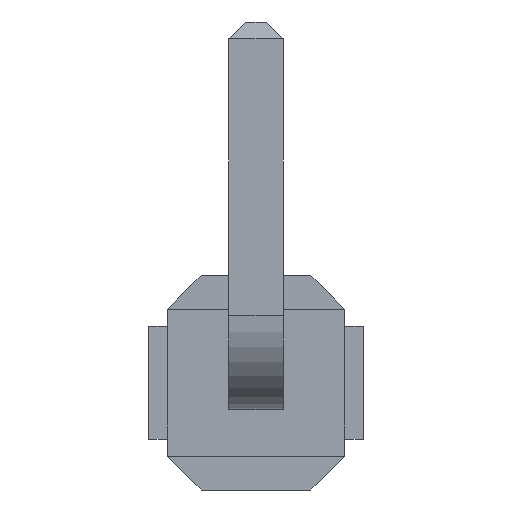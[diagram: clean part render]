
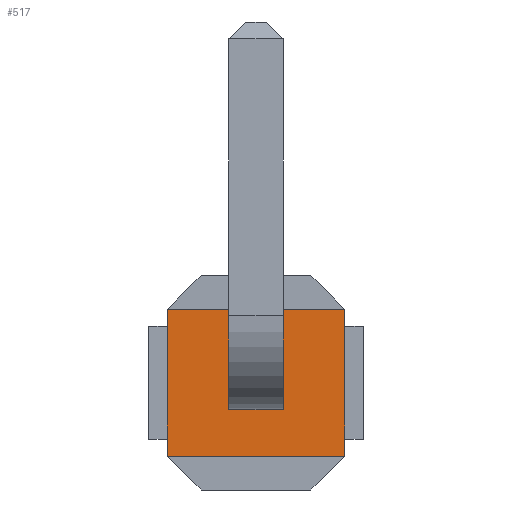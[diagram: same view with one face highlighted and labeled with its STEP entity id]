
A CAD part, front view. The second image highlights one B-rep face of the part: STEP entity #517.
In plain terms, the highlighted planar face has unit normal (0, -1, 0).
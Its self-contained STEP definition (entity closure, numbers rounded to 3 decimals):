
#23 = CARTESIAN_POINT ( 'NONE',  ( -1.05, 0.54, 0.87 ) ) ;
#53 = LINE ( 'NONE', #2029, #428 ) ;
#68 = CARTESIAN_POINT ( 'NONE',  ( 1.27, 0.54, 0.87 ) ) ;
#94 = CARTESIAN_POINT ( 'NONE',  ( 1.05, 0.54, 0.87 ) ) ;
#143 = VERTEX_POINT ( 'NONE', #789 ) ;
#155 = CARTESIAN_POINT ( 'NONE',  ( 0.32, 0.54, 0.87 ) ) ;
#181 = CARTESIAN_POINT ( 'NONE',  ( -0.32, 0.54, -0.32 ) ) ;
#202 = CARTESIAN_POINT ( 'NONE',  ( 1.05, 0.54, -0.87 ) ) ;
#215 = DIRECTION ( 'NONE',  ( 0., 0., 1. ) ) ;
#428 = VECTOR ( 'NONE', #1025, 1000. ) ;
#453 = LINE ( 'NONE', #553, #636 ) ;
#481 = DIRECTION ( 'NONE',  ( 0., 0., -1. ) ) ;
#507 = EDGE_CURVE ( 'NONE', #985, #1112, #53, .T. ) ;
#517 = ADVANCED_FACE ( 'NONE', ( #1937, #1243 ), #2045, .F. ) ;
#521 = ORIENTED_EDGE ( 'NONE', *, *, #1012, .T. ) ;
#524 = CARTESIAN_POINT ( 'NONE',  ( 1.27, 0.54, -0.32 ) ) ;
#535 = EDGE_CURVE ( 'NONE', #1176, #1112, #453, .T. ) ;
#543 = DIRECTION ( 'NONE',  ( -1., 0., 0. ) ) ;
#547 = ORIENTED_EDGE ( 'NONE', *, *, #1422, .T. ) ;
#553 = CARTESIAN_POINT ( 'NONE',  ( 1.27, 0.54, -0.87 ) ) ;
#588 = LINE ( 'NONE', #798, #1774 ) ;
#636 = VECTOR ( 'NONE', #1529, 1000. ) ;
#651 = ORIENTED_EDGE ( 'NONE', *, *, #1341, .F. ) ;
#678 = VERTEX_POINT ( 'NONE', #1067 ) ;
#701 = VERTEX_POINT ( 'NONE', #94 ) ;
#734 = LINE ( 'NONE', #1591, #1335 ) ;
#739 = LINE ( 'NONE', #1183, #1541 ) ;
#753 = ORIENTED_EDGE ( 'NONE', *, *, #1218, .T. ) ;
#758 = LINE ( 'NONE', #155, #1283 ) ;
#789 = CARTESIAN_POINT ( 'NONE',  ( 0.32, 0.54, 0.32 ) ) ;
#798 = CARTESIAN_POINT ( 'NONE',  ( 1.27, 0.54, 0.87 ) ) ;
#805 = DIRECTION ( 'NONE',  ( -1., 0., 0. ) ) ;
#837 = EDGE_CURVE ( 'NONE', #701, #985, #588, .T. ) ;
#864 = CARTESIAN_POINT ( 'NONE',  ( -1.05, 0.54, -0.87 ) ) ;
#876 = ORIENTED_EDGE ( 'NONE', *, *, #837, .T. ) ;
#879 = DIRECTION ( 'NONE',  ( 0., 0., 1. ) ) ;
#941 = DIRECTION ( 'NONE',  ( 0., 0., -1. ) ) ;
#985 = VERTEX_POINT ( 'NONE', #23 ) ;
#997 = EDGE_CURVE ( 'NONE', #2058, #678, #739, .T. ) ;
#1007 = ORIENTED_EDGE ( 'NONE', *, *, #997, .T. ) ;
#1012 = EDGE_CURVE ( 'NONE', #1895, #2058, #1959, .T. ) ;
#1025 = DIRECTION ( 'NONE',  ( 0., 0., -1. ) ) ;
#1067 = CARTESIAN_POINT ( 'NONE',  ( -0.32, 0.54, 0.32 ) ) ;
#1080 = CARTESIAN_POINT ( 'NONE',  ( 0.32, 0.54, -0.32 ) ) ;
#1093 = VECTOR ( 'NONE', #1886, 1000. ) ;
#1112 = VERTEX_POINT ( 'NONE', #864 ) ;
#1176 = VERTEX_POINT ( 'NONE', #202 ) ;
#1183 = CARTESIAN_POINT ( 'NONE',  ( -0.32, 0.54, 0.87 ) ) ;
#1197 = EDGE_LOOP ( 'NONE', ( #876, #1247, #1763, #651 ) ) ;
#1218 = EDGE_CURVE ( 'NONE', #678, #143, #1853, .T. ) ;
#1243 = FACE_OUTER_BOUND ( 'NONE', #1197, .T. ) ;
#1247 = ORIENTED_EDGE ( 'NONE', *, *, #507, .T. ) ;
#1283 = VECTOR ( 'NONE', #481, 1000. ) ;
#1335 = VECTOR ( 'NONE', #941, 1000. ) ;
#1341 = EDGE_CURVE ( 'NONE', #701, #1176, #734, .T. ) ;
#1422 = EDGE_CURVE ( 'NONE', #143, #1895, #758, .T. ) ;
#1529 = DIRECTION ( 'NONE',  ( -1., 0., 0. ) ) ;
#1541 = VECTOR ( 'NONE', #215, 1000. ) ;
#1554 = CARTESIAN_POINT ( 'NONE',  ( 1.27, 0.54, 0.32 ) ) ;
#1591 = CARTESIAN_POINT ( 'NONE',  ( 1.05, 0.54, -0.87 ) ) ;
#1763 = ORIENTED_EDGE ( 'NONE', *, *, #535, .F. ) ;
#1774 = VECTOR ( 'NONE', #805, 1000. ) ;
#1853 = LINE ( 'NONE', #1554, #1093 ) ;
#1861 = DIRECTION ( 'NONE',  ( 0., 1., 0. ) ) ;
#1886 = DIRECTION ( 'NONE',  ( 1., 0., 0. ) ) ;
#1895 = VERTEX_POINT ( 'NONE', #1080 ) ;
#1937 = FACE_BOUND ( 'NONE', #2041, .T. ) ;
#1959 = LINE ( 'NONE', #524, #2001 ) ;
#2001 = VECTOR ( 'NONE', #543, 1000. ) ;
#2029 = CARTESIAN_POINT ( 'NONE',  ( -1.05, 0.54, 0.87 ) ) ;
#2037 = AXIS2_PLACEMENT_3D ( 'NONE', #68, #1861, #879 ) ;
#2041 = EDGE_LOOP ( 'NONE', ( #521, #1007, #753, #547 ) ) ;
#2045 = PLANE ( 'NONE',  #2037 ) ;
#2058 = VERTEX_POINT ( 'NONE', #181 ) ;
